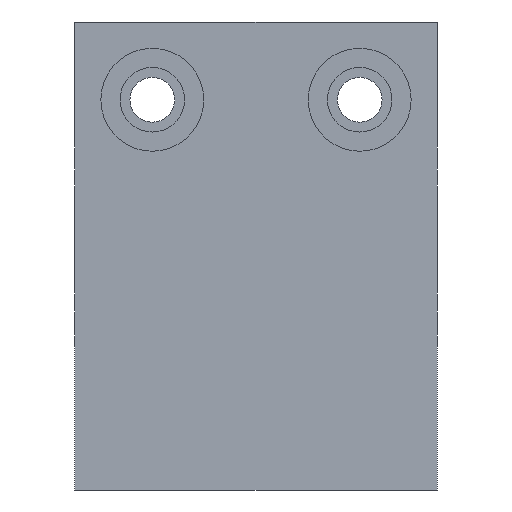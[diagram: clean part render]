
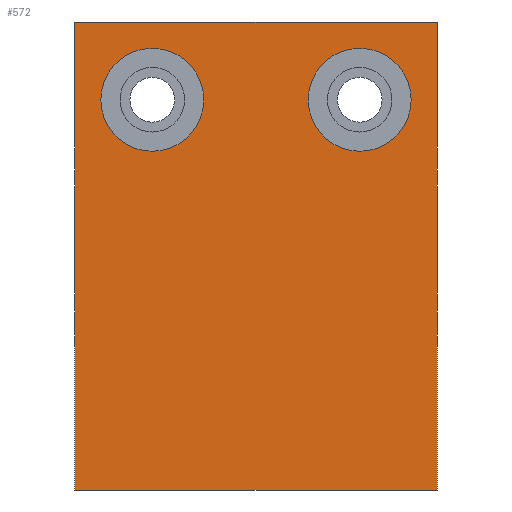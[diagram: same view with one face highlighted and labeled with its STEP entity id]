
A CAD part, left-side view. The second image highlights one B-rep face of the part: STEP entity #572.
In plain terms, the highlighted planar face has unit normal (-1, 0, 0).
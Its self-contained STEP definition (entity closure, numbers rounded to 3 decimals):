
#24=FACE_BOUND('',#117,.T.);
#25=FACE_BOUND('',#118,.T.);
#44=PLANE('',#652);
#76=FACE_OUTER_BOUND('',#116,.T.);
#116=EDGE_LOOP('',(#502,#503,#504,#505));
#117=EDGE_LOOP('',(#506));
#118=EDGE_LOOP('',(#507));
#138=CIRCLE('',#617,3.969);
#141=CIRCLE('',#622,3.969);
#162=LINE('',#922,#210);
#192=LINE('',#1025,#240);
#199=LINE('',#1038,#247);
#200=LINE('',#1042,#248);
#210=VECTOR('',#683,10.);
#240=VECTOR('',#795,10.);
#247=VECTOR('',#804,10.);
#248=VECTOR('',#811,10.);
#263=VERTEX_POINT('',#919);
#264=VERTEX_POINT('',#921);
#276=VERTEX_POINT('',#955);
#279=VERTEX_POINT('',#964);
#296=VERTEX_POINT('',#1024);
#301=VERTEX_POINT('',#1036);
#316=EDGE_CURVE('',#264,#263,#162,.T.);
#333=EDGE_CURVE('',#276,#276,#138,.T.);
#337=EDGE_CURVE('',#279,#279,#141,.T.);
#366=EDGE_CURVE('',#264,#296,#192,.T.);
#373=EDGE_CURVE('',#301,#263,#199,.T.);
#375=EDGE_CURVE('',#296,#301,#200,.T.);
#502=ORIENTED_EDGE('',*,*,#366,.F.);
#503=ORIENTED_EDGE('',*,*,#316,.T.);
#504=ORIENTED_EDGE('',*,*,#373,.F.);
#505=ORIENTED_EDGE('',*,*,#375,.F.);
#506=ORIENTED_EDGE('',*,*,#333,.T.);
#507=ORIENTED_EDGE('',*,*,#337,.T.);
#572=ADVANCED_FACE('',(#76,#24,#25),#44,.T.);
#617=AXIS2_PLACEMENT_3D('',#956,#714,#715);
#622=AXIS2_PLACEMENT_3D('',#965,#725,#726);
#652=AXIS2_PLACEMENT_3D('',#1041,#809,#810);
#683=DIRECTION('',(0.,1.,0.));
#714=DIRECTION('center_axis',(1.,0.,0.));
#715=DIRECTION('ref_axis',(0.,0.,1.));
#725=DIRECTION('center_axis',(1.,0.,0.));
#726=DIRECTION('ref_axis',(0.,0.,1.));
#795=DIRECTION('',(0.,0.,-1.));
#804=DIRECTION('',(0.,0.,1.));
#809=DIRECTION('center_axis',(-1.,0.,0.));
#810=DIRECTION('ref_axis',(0.,0.,1.));
#811=DIRECTION('',(0.,1.,0.));
#919=CARTESIAN_POINT('',(-7.212,28.,8.875));
#921=CARTESIAN_POINT('',(-7.212,0.,8.875));
#922=CARTESIAN_POINT('',(-7.212,0.,8.875));
#955=CARTESIAN_POINT('',(-7.212,22.,-1.094));
#956=CARTESIAN_POINT('Origin',(-7.212,22.,2.875));
#964=CARTESIAN_POINT('',(-7.212,6.,-1.094));
#965=CARTESIAN_POINT('Origin',(-7.212,6.,2.875));
#1024=CARTESIAN_POINT('',(-7.212,0.,-27.225));
#1025=CARTESIAN_POINT('',(-7.212,0.,8.875));
#1036=CARTESIAN_POINT('',(-7.212,28.,-27.225));
#1038=CARTESIAN_POINT('',(-7.212,28.,8.875));
#1041=CARTESIAN_POINT('Origin',(-7.212,0.,-27.225));
#1042=CARTESIAN_POINT('',(-7.212,0.,-27.225));
